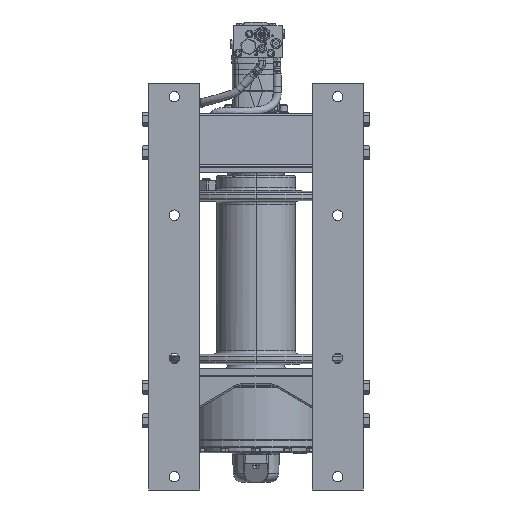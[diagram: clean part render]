
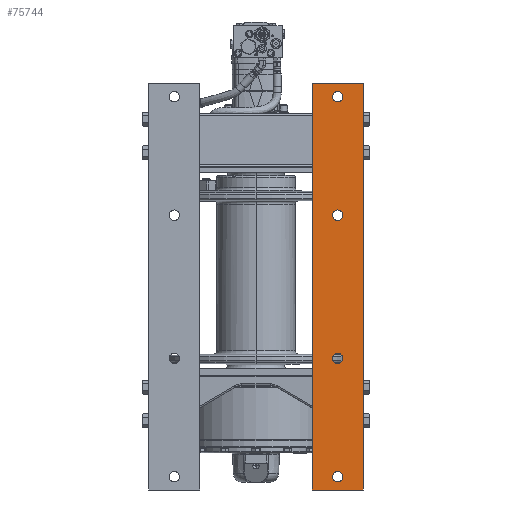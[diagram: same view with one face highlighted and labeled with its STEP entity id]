
A CAD part, front view. The second image highlights one B-rep face of the part: STEP entity #75744.
In plain terms, the highlighted planar face has unit normal (0, -1, 0).
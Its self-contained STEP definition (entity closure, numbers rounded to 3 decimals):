
#75081=DIRECTION('',(0.,0.,-1.));
#75082=VECTOR('',#75081,31.75);
#75083=CARTESIAN_POINT('',(4.375,-9.625,5.406));
#75084=LINE('',#75083,#75082);
#75085=DIRECTION('',(-1.,0.,0.));
#75086=VECTOR('',#75085,4.);
#75087=CARTESIAN_POINT('',(8.375,-9.625,5.406));
#75088=LINE('',#75087,#75086);
#75089=DIRECTION('',(0.,0.,1.));
#75090=VECTOR('',#75089,31.75);
#75091=CARTESIAN_POINT('',(8.375,-9.625,-26.344));
#75092=LINE('',#75091,#75090);
#75093=DIRECTION('',(1.,0.,0.));
#75094=VECTOR('',#75093,4.);
#75095=CARTESIAN_POINT('',(4.375,-9.625,-26.344));
#75096=LINE('',#75095,#75094);
#75097=CARTESIAN_POINT('',(6.375,-9.625,4.375));
#75098=DIRECTION('',(0.,1.,0.));
#75099=DIRECTION('',(-1.,0.,0.));
#75100=AXIS2_PLACEMENT_3D('',#75097,#75098,#75099);
#75102=CARTESIAN_POINT('',(6.375,-9.625,4.375));
#75103=DIRECTION('',(0.,1.,0.));
#75104=DIRECTION('',(1.,0.,0.));
#75105=AXIS2_PLACEMENT_3D('',#75102,#75103,#75104);
#75107=CARTESIAN_POINT('',(6.375,-9.625,-4.875));
#75108=DIRECTION('',(0.,1.,0.));
#75109=DIRECTION('',(-1.,0.,0.));
#75110=AXIS2_PLACEMENT_3D('',#75107,#75108,#75109);
#75112=CARTESIAN_POINT('',(6.375,-9.625,-4.875));
#75113=DIRECTION('',(0.,1.,0.));
#75114=DIRECTION('',(1.,0.,0.));
#75115=AXIS2_PLACEMENT_3D('',#75112,#75113,#75114);
#75117=CARTESIAN_POINT('',(6.375,-9.625,-16.063));
#75118=DIRECTION('',(0.,1.,0.));
#75119=DIRECTION('',(-1.,0.,0.));
#75120=AXIS2_PLACEMENT_3D('',#75117,#75118,#75119);
#75122=CARTESIAN_POINT('',(6.375,-9.625,-16.063));
#75123=DIRECTION('',(0.,1.,0.));
#75124=DIRECTION('',(1.,0.,0.));
#75125=AXIS2_PLACEMENT_3D('',#75122,#75123,#75124);
#75127=CARTESIAN_POINT('',(6.375,-9.625,-25.313));
#75128=DIRECTION('',(0.,1.,0.));
#75129=DIRECTION('',(-1.,0.,0.));
#75130=AXIS2_PLACEMENT_3D('',#75127,#75128,#75129);
#75132=CARTESIAN_POINT('',(6.375,-9.625,-25.313));
#75133=DIRECTION('',(0.,1.,0.));
#75134=DIRECTION('',(1.,0.,0.));
#75135=AXIS2_PLACEMENT_3D('',#75132,#75133,#75134);
#75579=CARTESIAN_POINT('',(5.969,-9.625,-4.875));
#75581=VERTEX_POINT('',#75579);
#75583=CARTESIAN_POINT('',(4.375,-9.625,5.406));
#75584=CARTESIAN_POINT('',(4.375,-9.625,-26.344));
#75585=VERTEX_POINT('',#75583);
#75586=VERTEX_POINT('',#75584);
#75589=CARTESIAN_POINT('',(6.781,-9.625,-4.875));
#75590=VERTEX_POINT('',#75589);
#75591=CARTESIAN_POINT('',(8.375,-9.625,5.406));
#75593=VERTEX_POINT('',#75591);
#75595=CARTESIAN_POINT('',(5.969,-9.625,4.375));
#75596=CARTESIAN_POINT('',(6.781,-9.625,4.375));
#75597=VERTEX_POINT('',#75595);
#75598=VERTEX_POINT('',#75596);
#75599=CARTESIAN_POINT('',(8.375,-9.625,-26.344));
#75600=VERTEX_POINT('',#75599);
#75611=CARTESIAN_POINT('',(5.969,-9.625,-16.063));
#75612=CARTESIAN_POINT('',(6.781,-9.625,-16.063));
#75613=VERTEX_POINT('',#75611);
#75614=VERTEX_POINT('',#75612);
#75627=CARTESIAN_POINT('',(5.969,-9.625,-25.313));
#75628=CARTESIAN_POINT('',(6.781,-9.625,-25.313));
#75629=VERTEX_POINT('',#75627);
#75630=VERTEX_POINT('',#75628);
#75707=CARTESIAN_POINT('',(8.375,-9.625,-26.344));
#75708=DIRECTION('',(0.,1.,0.));
#75709=DIRECTION('',(0.,0.,-1.));
#75710=AXIS2_PLACEMENT_3D('',#75707,#75708,#75709);
#75711=PLANE('',#75710);
#75713=ORIENTED_EDGE('',*,*,#75712,.F.);
#75715=ORIENTED_EDGE('',*,*,#75714,.F.);
#75717=ORIENTED_EDGE('',*,*,#75716,.F.);
#75719=ORIENTED_EDGE('',*,*,#75718,.F.);
#75720=EDGE_LOOP('',(#75713,#75715,#75717,#75719));
#75721=FACE_OUTER_BOUND('',#75720,.F.);
#75723=ORIENTED_EDGE('',*,*,#75722,.F.);
#75725=ORIENTED_EDGE('',*,*,#75724,.F.);
#75726=EDGE_LOOP('',(#75723,#75725));
#75727=FACE_BOUND('',#75726,.F.);
#75728=ORIENTED_EDGE('',*,*,#75670,.F.);
#75729=ORIENTED_EDGE('',*,*,#75691,.F.);
#75730=EDGE_LOOP('',(#75728,#75729));
#75731=FACE_BOUND('',#75730,.F.);
#75733=ORIENTED_EDGE('',*,*,#75732,.F.);
#75735=ORIENTED_EDGE('',*,*,#75734,.F.);
#75736=EDGE_LOOP('',(#75733,#75735));
#75737=FACE_BOUND('',#75736,.F.);
#75739=ORIENTED_EDGE('',*,*,#75738,.F.);
#75741=ORIENTED_EDGE('',*,*,#75740,.F.);
#75742=EDGE_LOOP('',(#75739,#75741));
#75743=FACE_BOUND('',#75742,.F.);
#75101=CIRCLE('',#75100,0.406);
#75106=CIRCLE('',#75105,0.406);
#75111=CIRCLE('',#75110,0.406);
#75116=CIRCLE('',#75115,0.406);
#75121=CIRCLE('',#75120,0.406);
#75126=CIRCLE('',#75125,0.406);
#75131=CIRCLE('',#75130,0.406);
#75136=CIRCLE('',#75135,0.406);
#75670=EDGE_CURVE('',#75581,#75590,#75111,.T.);
#75691=EDGE_CURVE('',#75590,#75581,#75116,.T.);
#75712=EDGE_CURVE('',#75585,#75586,#75084,.T.);
#75714=EDGE_CURVE('',#75593,#75585,#75088,.T.);
#75716=EDGE_CURVE('',#75600,#75593,#75092,.T.);
#75718=EDGE_CURVE('',#75586,#75600,#75096,.T.);
#75722=EDGE_CURVE('',#75597,#75598,#75101,.T.);
#75724=EDGE_CURVE('',#75598,#75597,#75106,.T.);
#75732=EDGE_CURVE('',#75613,#75614,#75121,.T.);
#75734=EDGE_CURVE('',#75614,#75613,#75126,.T.);
#75738=EDGE_CURVE('',#75629,#75630,#75131,.T.);
#75740=EDGE_CURVE('',#75630,#75629,#75136,.T.);
#75744=ADVANCED_FACE('',(#75721,#75727,#75731,#75737,#75743),#75711,.F.);
